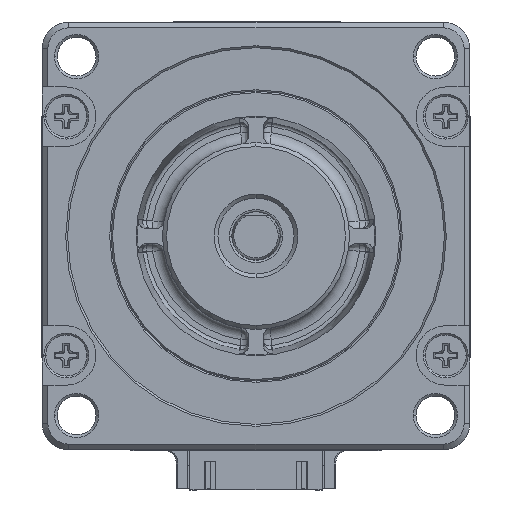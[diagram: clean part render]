
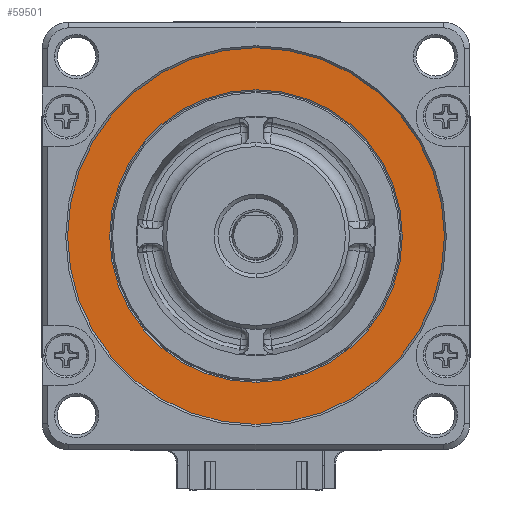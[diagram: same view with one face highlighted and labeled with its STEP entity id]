
A CAD part, top view. The second image highlights one B-rep face of the part: STEP entity #59501.
In plain terms, the highlighted planar face has unit normal (0, 0, 1).
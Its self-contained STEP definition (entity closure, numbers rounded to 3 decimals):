
#54896=CARTESIAN_POINT('',(0.,0.,-0.55));
#54897=DIRECTION('',(0.,0.,1.));
#54898=DIRECTION('',(0.,1.,0.));
#54899=AXIS2_PLACEMENT_3D('',#54896,#54897,#54898);
#54901=CARTESIAN_POINT('',(0.,0.,-0.55));
#54902=DIRECTION('',(0.,0.,-1.));
#54903=DIRECTION('',(0.,1.,0.));
#54904=AXIS2_PLACEMENT_3D('',#54901,#54902,#54903);
#54906=CARTESIAN_POINT('',(0.,0.,-0.55));
#54907=DIRECTION('',(0.,0.,-1.));
#54908=DIRECTION('',(0.,1.,0.));
#54909=AXIS2_PLACEMENT_3D('',#54906,#54907,#54908);
#54911=CARTESIAN_POINT('',(0.,0.,-0.55));
#54912=DIRECTION('',(0.,0.,1.));
#54913=DIRECTION('',(0.,1.,0.));
#54914=AXIS2_PLACEMENT_3D('',#54911,#54912,#54913);
#57006=CARTESIAN_POINT('',(0.,24.75,-0.55));
#57007=CARTESIAN_POINT('',(0.,-24.75,-0.55));
#57008=VERTEX_POINT('',#57006);
#57009=VERTEX_POINT('',#57007);
#57375=CARTESIAN_POINT('',(0.,19.223,-0.55));
#57377=VERTEX_POINT('',#57375);
#57379=CARTESIAN_POINT('',(0.,-19.223,-0.55));
#57381=VERTEX_POINT('',#57379);
#59486=CARTESIAN_POINT('',(0.,0.,-0.55));
#59487=DIRECTION('',(0.,0.,1.));
#59488=DIRECTION('',(0.,-1.,0.));
#59489=AXIS2_PLACEMENT_3D('',#59486,#59487,#59488);
#59490=PLANE('',#59489);
#59491=ORIENTED_EDGE('',*,*,#59480,.T.);
#59492=ORIENTED_EDGE('',*,*,#59466,.F.);
#59493=EDGE_LOOP('',(#59491,#59492));
#59494=FACE_OUTER_BOUND('',#59493,.F.);
#59496=ORIENTED_EDGE('',*,*,#59495,.T.);
#59498=ORIENTED_EDGE('',*,*,#59497,.F.);
#59499=EDGE_LOOP('',(#59496,#59498));
#59500=FACE_BOUND('',#59499,.F.);
#59501=ADVANCED_FACE('',(#59494,#59500),#59490,.T.);
#54900=CIRCLE('',#54899,19.223);
#54905=CIRCLE('',#54904,19.223);
#54910=CIRCLE('',#54909,24.75);
#54915=CIRCLE('',#54914,24.75);
#59466=EDGE_CURVE('',#57008,#57009,#54915,.T.);
#59480=EDGE_CURVE('',#57008,#57009,#54910,.T.);
#59495=EDGE_CURVE('',#57377,#57381,#54900,.T.);
#59497=EDGE_CURVE('',#57377,#57381,#54905,.T.);
